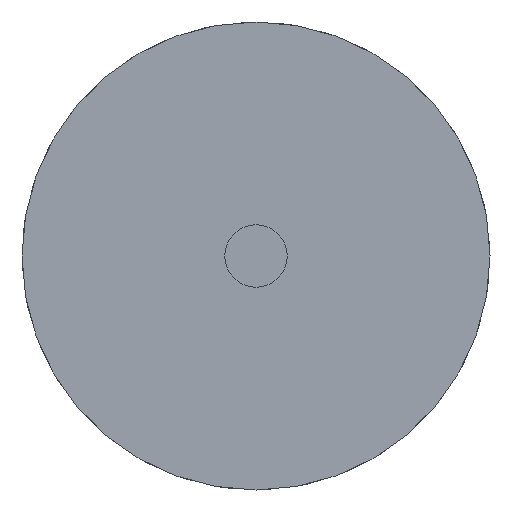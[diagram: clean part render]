
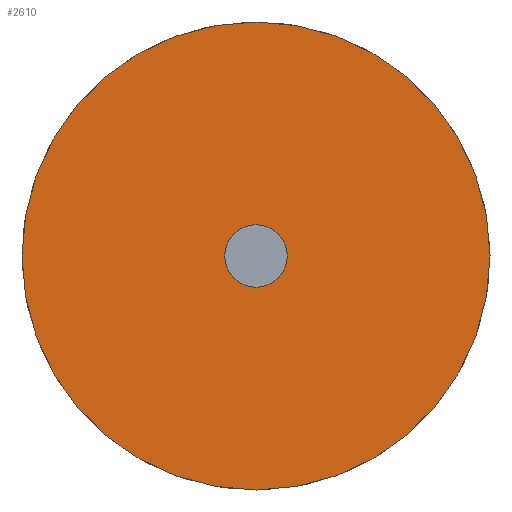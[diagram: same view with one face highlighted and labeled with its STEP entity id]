
A CAD part, front view. The second image highlights one B-rep face of the part: STEP entity #2610.
In plain terms, the highlighted planar face has unit normal (0, -1, 0).
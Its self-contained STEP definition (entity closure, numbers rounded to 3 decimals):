
#45 = AXIS2_PLACEMENT_3D ( 'NONE', #7297, #1440, #730 ) ;
#100 = AXIS2_PLACEMENT_3D ( 'NONE', #3641, #3052, #4763 ) ;
#730 = DIRECTION ( 'NONE',  ( 0., 0., 1. ) ) ;
#738 = VERTEX_POINT ( 'NONE', #6664 ) ;
#885 = DIRECTION ( 'NONE',  ( 0., 0., -1. ) ) ;
#1112 = FACE_BOUND ( 'NONE', #1975, .T. ) ;
#1216 = DIRECTION ( 'NONE',  ( 0., 0., 1. ) ) ;
#1274 = CIRCLE ( 'NONE', #45, 45. ) ;
#1377 = DIRECTION ( 'NONE',  ( 0., -1., 0. ) ) ;
#1440 = DIRECTION ( 'NONE',  ( 0., 1., 0. ) ) ;
#1817 = CIRCLE ( 'NONE', #2944, 6. ) ;
#1975 = EDGE_LOOP ( 'NONE', ( #3201, #6722 ) ) ;
#2199 = VERTEX_POINT ( 'NONE', #6869 ) ;
#2371 = VERTEX_POINT ( 'NONE', #2620 ) ;
#2376 = PLANE ( 'NONE',  #2577 ) ;
#2567 = DIRECTION ( 'NONE',  ( 0., -1., 0. ) ) ;
#2577 = AXIS2_PLACEMENT_3D ( 'NONE', #4746, #3444, #1216 ) ;
#2610 = ADVANCED_FACE ( 'NONE', ( #1112, #6385 ), #2376, .F. ) ;
#2620 = CARTESIAN_POINT ( 'NONE',  ( 0., 0., -45. ) ) ;
#2705 = EDGE_CURVE ( 'NONE', #3001, #2199, #6928, .T. ) ;
#2944 = AXIS2_PLACEMENT_3D ( 'NONE', #5612, #1377, #885 ) ;
#3001 = VERTEX_POINT ( 'NONE', #4019 ) ;
#3052 = DIRECTION ( 'NONE',  ( 0., 1., 0. ) ) ;
#3201 = ORIENTED_EDGE ( 'NONE', *, *, #4317, .F. ) ;
#3444 = DIRECTION ( 'NONE',  ( 0., 1., 0. ) ) ;
#3641 = CARTESIAN_POINT ( 'NONE',  ( 0., 0., 0. ) ) ;
#4019 = CARTESIAN_POINT ( 'NONE',  ( 0., 0., 6. ) ) ;
#4073 = ORIENTED_EDGE ( 'NONE', *, *, #7309, .F. ) ;
#4128 = ORIENTED_EDGE ( 'NONE', *, *, #4186, .F. ) ;
#4186 = EDGE_CURVE ( 'NONE', #738, #2371, #6797, .T. ) ;
#4317 = EDGE_CURVE ( 'NONE', #2199, #3001, #1817, .T. ) ;
#4746 = CARTESIAN_POINT ( 'NONE',  ( 0., 0., 0. ) ) ;
#4763 = DIRECTION ( 'NONE',  ( 0., 0., 1. ) ) ;
#5612 = CARTESIAN_POINT ( 'NONE',  ( 0., 0., 0. ) ) ;
#6040 = AXIS2_PLACEMENT_3D ( 'NONE', #6596, #2567, #6139 ) ;
#6139 = DIRECTION ( 'NONE',  ( 0., 0., -1. ) ) ;
#6385 = FACE_OUTER_BOUND ( 'NONE', #6888, .T. ) ;
#6596 = CARTESIAN_POINT ( 'NONE',  ( 0., 0., 0. ) ) ;
#6664 = CARTESIAN_POINT ( 'NONE',  ( 0., 0., 45. ) ) ;
#6722 = ORIENTED_EDGE ( 'NONE', *, *, #2705, .F. ) ;
#6797 = CIRCLE ( 'NONE', #100, 45. ) ;
#6869 = CARTESIAN_POINT ( 'NONE',  ( 0., 0., -6. ) ) ;
#6888 = EDGE_LOOP ( 'NONE', ( #4073, #4128 ) ) ;
#6928 = CIRCLE ( 'NONE', #6040, 6. ) ;
#7297 = CARTESIAN_POINT ( 'NONE',  ( 0., 0., 0. ) ) ;
#7309 = EDGE_CURVE ( 'NONE', #2371, #738, #1274, .T. ) ;
